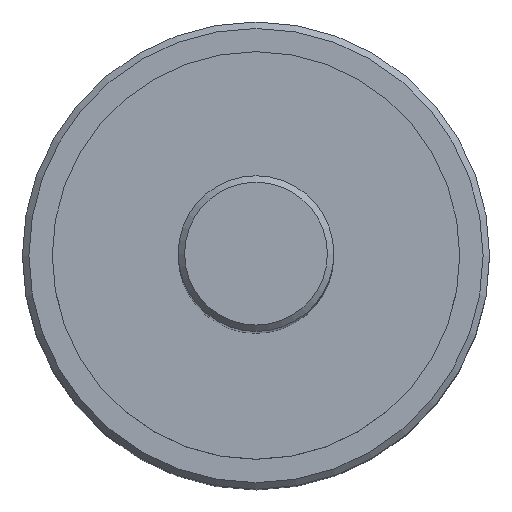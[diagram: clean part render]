
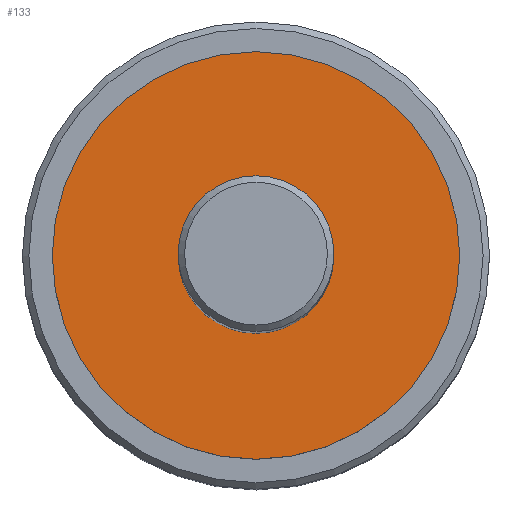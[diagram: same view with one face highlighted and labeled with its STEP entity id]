
A CAD part, top view. The second image highlights one B-rep face of the part: STEP entity #133.
In plain terms, the highlighted planar face has unit normal (0, 0, 1).
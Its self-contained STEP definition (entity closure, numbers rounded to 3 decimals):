
#16=FACE_BOUND('',#45,.T.);
#23=PLANE('',#166);
#33=FACE_OUTER_BOUND('',#44,.T.);
#44=EDGE_LOOP('',(#119));
#45=EDGE_LOOP('',(#120));
#60=CIRCLE('',#153,6.);
#66=CIRCLE('',#165,15.7);
#69=VERTEX_POINT('',#222);
#75=VERTEX_POINT('',#244);
#80=EDGE_CURVE('',#69,#69,#60,.T.);
#89=EDGE_CURVE('',#75,#75,#66,.T.);
#119=ORIENTED_EDGE('',*,*,#89,.T.);
#120=ORIENTED_EDGE('',*,*,#80,.T.);
#133=ADVANCED_FACE('',(#33,#16),#23,.T.);
#153=AXIS2_PLACEMENT_3D('',#224,#181,#182);
#165=AXIS2_PLACEMENT_3D('',#245,#208,#209);
#166=AXIS2_PLACEMENT_3D('',#247,#211,#212);
#181=DIRECTION('center_axis',(0.,0.,-1.));
#182=DIRECTION('ref_axis',(-1.,0.,0.));
#208=DIRECTION('center_axis',(0.,0.,1.));
#209=DIRECTION('ref_axis',(1.,0.,0.));
#211=DIRECTION('center_axis',(0.,0.,1.));
#212=DIRECTION('ref_axis',(1.,0.,0.));
#222=CARTESIAN_POINT('',(6.,0.,41.));
#224=CARTESIAN_POINT('Origin',(0.,0.,41.));
#244=CARTESIAN_POINT('',(-15.7,0.,41.));
#245=CARTESIAN_POINT('Origin',(0.,0.,41.));
#247=CARTESIAN_POINT('Origin',(0.,0.,41.));
